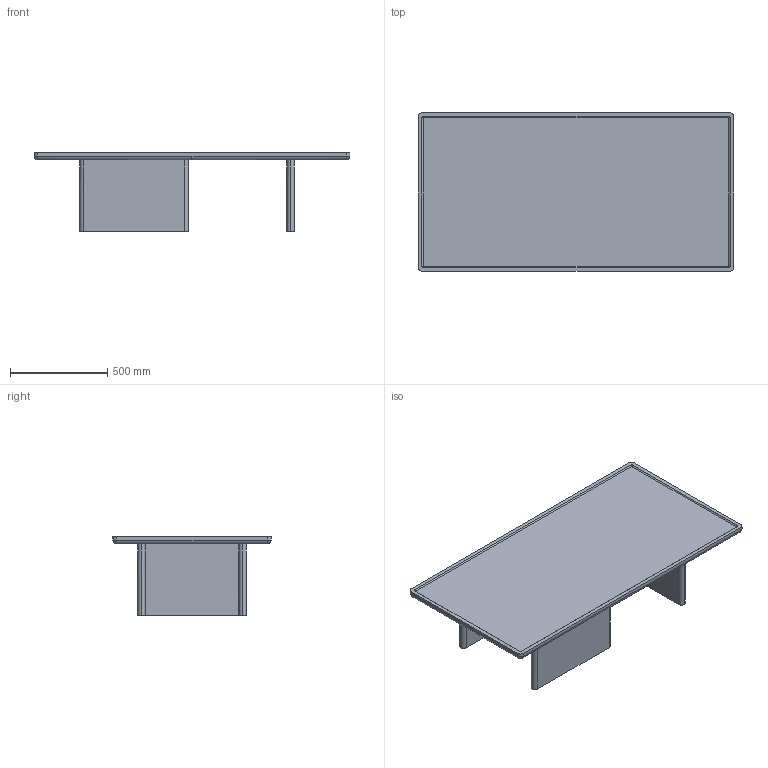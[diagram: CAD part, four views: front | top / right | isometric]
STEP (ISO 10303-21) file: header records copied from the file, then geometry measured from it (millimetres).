
FILE_DESCRIPTION(/* description */ (''),/* implementation_level */ '2;1');
FILE_NAME(/* name */ 'Asymmetric_CB-664T_3D',/* time_stamp */ '2023-10-06T13:32:20+02:00',/* author */ (''),/* organization */ (''),/* preprocessor_version */ 'ST-DEVELOPER v16.5',/* originating_system */ 'Rhino 7.31',/* authorisation */ '');
FILE_SCHEMA (('AUTOMOTIVE_DESIGN'));
Length unit declared in the file: centimetre
Products named in the file (2): Document; Asymmetric_CB-664T
Assembly tree (1 placements, depth 2):
  Document
    Asymmetric_CB-664T
Bounding box: 1626 x 815 x 406 mm (x, y, z)
Volume: 65755660.7 mm3; surface area: 4218421.3 mm2
Topology: 4 solids, 4 shells, 55 faces, 130 edges, 84 vertices
Faces by surface type: cylinder 28, plane 19, bspline 8
Entity records: 1606 total; most frequent: CARTESIAN_POINT 675, ORIENTED_EDGE 260, EDGE_CURVE 130, VERTEX_POINT 84, B_SPLINE_CURVE_WITH_KNOTS 58, EDGE_LOOP 56, ADVANCED_FACE 55, FACE_OUTER_BOUND 55
